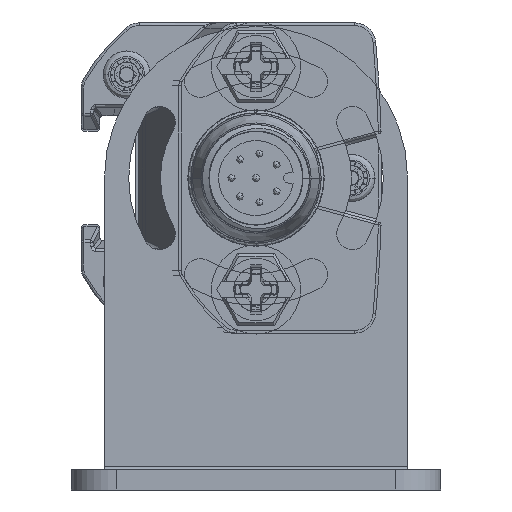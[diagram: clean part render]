
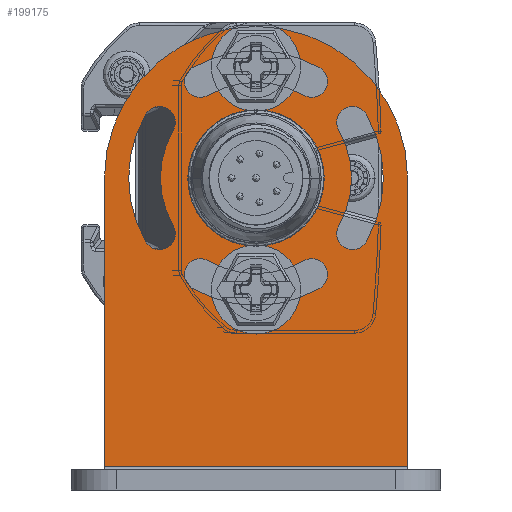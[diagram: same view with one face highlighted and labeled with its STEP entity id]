
A CAD part, front view. The second image highlights one B-rep face of the part: STEP entity #199175.
In plain terms, the highlighted face is planar.
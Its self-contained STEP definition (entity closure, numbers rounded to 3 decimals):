
#198403=DIRECTION('',(0.,0.,1.));
#198404=VECTOR('',#198403,32.319);
#198405=CARTESIAN_POINT('',(-17.,2.3,-32.7));
#198406=LINE('',#198405,#198404);
#198407=CARTESIAN_POINT('',(0.,2.3,-32.7));
#198408=DIRECTION('',(0.,1.,0.));
#198409=DIRECTION('',(1.,0.,0.));
#198410=AXIS2_PLACEMENT_3D('',#198407,#198408,#198409);
#198412=DIRECTION('',(0.,0.,-1.));
#198413=VECTOR('',#198412,32.319);
#198414=CARTESIAN_POINT('',(17.,2.3,-0.381));
#198415=LINE('',#198414,#198413);
#198416=CARTESIAN_POINT('',(0.,2.3,-32.7));
#198417=DIRECTION('',(0.,1.,0.));
#198418=DIRECTION('',(1.,0.,0.));
#198419=AXIS2_PLACEMENT_3D('',#198416,#198417,#198418);
#198421=CARTESIAN_POINT('',(0.,2.3,-32.7));
#198422=DIRECTION('',(0.,1.,0.));
#198423=DIRECTION('',(-1.,0.,0.));
#198424=AXIS2_PLACEMENT_3D('',#198421,#198422,#198423);
#198426=CARTESIAN_POINT('',(-6.251,2.3,-21.873));
#198427=DIRECTION('',(0.,1.,0.));
#198428=DIRECTION('',(0.5,0.,-0.866));
#198429=AXIS2_PLACEMENT_3D('',#198426,#198427,#198428);
#198431=CARTESIAN_POINT('',(0.,2.3,-32.7));
#198432=DIRECTION('',(0.,1.,0.));
#198433=DIRECTION('',(-0.5,0.,0.866));
#198434=AXIS2_PLACEMENT_3D('',#198431,#198432,#198433);
#198436=CARTESIAN_POINT('',(6.251,2.3,-21.873));
#198437=DIRECTION('',(0.,1.,0.));
#198438=DIRECTION('',(0.5,0.,0.866));
#198439=AXIS2_PLACEMENT_3D('',#198436,#198437,#198438);
#198441=CARTESIAN_POINT('',(0.,2.3,-32.7));
#198442=DIRECTION('',(0.,1.,0.));
#198443=DIRECTION('',(-0.5,0.,0.866));
#198444=AXIS2_PLACEMENT_3D('',#198441,#198442,#198443);
#198446=CARTESIAN_POINT('',(10.827,2.3,-26.449));
#198447=DIRECTION('',(0.,1.,0.));
#198448=DIRECTION('',(-0.866,0.,-0.5));
#198449=AXIS2_PLACEMENT_3D('',#198446,#198447,#198448);
#198451=CARTESIAN_POINT('',(0.,2.3,-32.7));
#198452=DIRECTION('',(0.,1.,0.));
#198453=DIRECTION('',(0.866,0.,0.5));
#198454=AXIS2_PLACEMENT_3D('',#198451,#198452,#198453);
#198456=CARTESIAN_POINT('',(10.827,2.3,-38.951));
#198457=DIRECTION('',(0.,1.,0.));
#198458=DIRECTION('',(0.866,0.,-0.5));
#198459=AXIS2_PLACEMENT_3D('',#198456,#198457,#198458);
#198461=CARTESIAN_POINT('',(0.,2.3,-32.7));
#198462=DIRECTION('',(0.,1.,0.));
#198463=DIRECTION('',(0.866,0.,0.5));
#198464=AXIS2_PLACEMENT_3D('',#198461,#198462,#198463);
#198466=CARTESIAN_POINT('',(-6.251,2.3,-43.527));
#198467=DIRECTION('',(0.,1.,0.));
#198468=DIRECTION('',(-0.5,0.,-0.866));
#198469=AXIS2_PLACEMENT_3D('',#198466,#198467,#198468);
#198471=CARTESIAN_POINT('',(0.,2.3,-32.7));
#198472=DIRECTION('',(0.,1.,0.));
#198473=DIRECTION('',(0.5,0.,-0.866));
#198474=AXIS2_PLACEMENT_3D('',#198471,#198472,#198473);
#198476=CARTESIAN_POINT('',(6.251,2.3,-43.527));
#198477=DIRECTION('',(0.,1.,0.));
#198478=DIRECTION('',(-0.5,0.,0.866));
#198479=AXIS2_PLACEMENT_3D('',#198476,#198477,#198478);
#198481=CARTESIAN_POINT('',(0.,2.3,-32.7));
#198482=DIRECTION('',(0.,1.,0.));
#198483=DIRECTION('',(0.5,0.,-0.866));
#198484=AXIS2_PLACEMENT_3D('',#198481,#198482,#198483);
#198486=CARTESIAN_POINT('',(-10.827,2.3,-38.951));
#198487=DIRECTION('',(0.,1.,0.));
#198488=DIRECTION('',(0.866,0.,0.5));
#198489=AXIS2_PLACEMENT_3D('',#198486,#198487,#198488);
#198491=CARTESIAN_POINT('',(0.,2.3,-32.7));
#198492=DIRECTION('',(0.,1.,0.));
#198493=DIRECTION('',(-0.866,0.,-0.5));
#198494=AXIS2_PLACEMENT_3D('',#198491,#198492,#198493);
#198496=CARTESIAN_POINT('',(-10.827,2.3,-26.449));
#198497=DIRECTION('',(0.,1.,0.));
#198498=DIRECTION('',(-0.866,0.,0.5));
#198499=AXIS2_PLACEMENT_3D('',#198496,#198497,#198498);
#198501=CARTESIAN_POINT('',(0.,2.3,-32.7));
#198502=DIRECTION('',(0.,1.,0.));
#198503=DIRECTION('',(-0.866,0.,-0.5));
#198504=AXIS2_PLACEMENT_3D('',#198501,#198502,#198503);
#198506=DIRECTION('',(1.,0.,0.));
#198507=VECTOR('',#198506,34.);
#198508=CARTESIAN_POINT('',(-17.,2.3,-0.381));
#198509=LINE('',#198508,#198507);
#198866=CARTESIAN_POINT('',(17.,2.3,-32.7));
#198867=CARTESIAN_POINT('',(-17.,2.3,-32.7));
#198868=VERTEX_POINT('',#198866);
#198869=VERTEX_POINT('',#198867);
#198882=CARTESIAN_POINT('',(-17.,2.3,-0.381));
#198883=CARTESIAN_POINT('',(17.,2.3,-0.381));
#198884=VERTEX_POINT('',#198882);
#198885=VERTEX_POINT('',#198883);
#198894=CARTESIAN_POINT('',(7.65,2.3,-32.7));
#198895=CARTESIAN_POINT('',(-7.65,2.3,-32.7));
#198896=VERTEX_POINT('',#198894);
#198897=VERTEX_POINT('',#198895);
#198966=CARTESIAN_POINT('',(-5.361,2.3,-23.414));
#198967=CARTESIAN_POINT('',(-7.141,2.3,-20.331));
#198968=VERTEX_POINT('',#198966);
#198969=VERTEX_POINT('',#198967);
#198970=CARTESIAN_POINT('',(7.141,2.3,-20.331));
#198971=CARTESIAN_POINT('',(5.361,2.3,-23.414));
#198972=VERTEX_POINT('',#198970);
#198973=VERTEX_POINT('',#198971);
#198974=CARTESIAN_POINT('',(9.286,2.3,-27.339));
#198975=CARTESIAN_POINT('',(12.369,2.3,-25.559));
#198976=VERTEX_POINT('',#198974);
#198977=VERTEX_POINT('',#198975);
#198978=CARTESIAN_POINT('',(12.369,2.3,-39.841));
#198979=CARTESIAN_POINT('',(9.286,2.3,-38.061));
#198980=VERTEX_POINT('',#198978);
#198981=VERTEX_POINT('',#198979);
#198982=CARTESIAN_POINT('',(-7.141,2.3,-45.069));
#198983=CARTESIAN_POINT('',(-5.361,2.3,-41.986));
#198984=VERTEX_POINT('',#198982);
#198985=VERTEX_POINT('',#198983);
#198986=CARTESIAN_POINT('',(5.361,2.3,-41.986));
#198987=CARTESIAN_POINT('',(7.141,2.3,-45.069));
#198988=VERTEX_POINT('',#198986);
#198989=VERTEX_POINT('',#198987);
#198990=CARTESIAN_POINT('',(-9.286,2.3,-38.061));
#198991=CARTESIAN_POINT('',(-12.369,2.3,-39.841));
#198992=VERTEX_POINT('',#198990);
#198993=VERTEX_POINT('',#198991);
#198994=CARTESIAN_POINT('',(-12.369,2.3,-25.559));
#198995=CARTESIAN_POINT('',(-9.286,2.3,-27.339));
#198996=VERTEX_POINT('',#198994);
#198997=VERTEX_POINT('',#198995);
#199115=CARTESIAN_POINT('',(0.,2.3,0.));
#199116=DIRECTION('',(0.,1.,0.));
#199117=DIRECTION('',(1.,0.,0.));
#199118=AXIS2_PLACEMENT_3D('',#199115,#199116,#199117);
#199119=PLANE('',#199118);
#199121=ORIENTED_EDGE('',*,*,#199120,.F.);
#199122=ORIENTED_EDGE('',*,*,#199097,.F.);
#199124=ORIENTED_EDGE('',*,*,#199123,.F.);
#199126=ORIENTED_EDGE('',*,*,#199125,.F.);
#199127=EDGE_LOOP('',(#199121,#199122,#199124,#199126));
#199128=FACE_OUTER_BOUND('',#199127,.F.);
#199130=ORIENTED_EDGE('',*,*,#199129,.T.);
#199132=ORIENTED_EDGE('',*,*,#199131,.T.);
#199133=EDGE_LOOP('',(#199130,#199132));
#199134=FACE_BOUND('',#199133,.F.);
#199136=ORIENTED_EDGE('',*,*,#199135,.T.);
#199138=ORIENTED_EDGE('',*,*,#199137,.T.);
#199140=ORIENTED_EDGE('',*,*,#199139,.T.);
#199142=ORIENTED_EDGE('',*,*,#199141,.F.);
#199143=EDGE_LOOP('',(#199136,#199138,#199140,#199142));
#199144=FACE_BOUND('',#199143,.F.);
#199146=ORIENTED_EDGE('',*,*,#199145,.T.);
#199148=ORIENTED_EDGE('',*,*,#199147,.T.);
#199150=ORIENTED_EDGE('',*,*,#199149,.T.);
#199152=ORIENTED_EDGE('',*,*,#199151,.F.);
#199153=EDGE_LOOP('',(#199146,#199148,#199150,#199152));
#199154=FACE_BOUND('',#199153,.F.);
#199156=ORIENTED_EDGE('',*,*,#199155,.T.);
#199158=ORIENTED_EDGE('',*,*,#199157,.F.);
#199160=ORIENTED_EDGE('',*,*,#199159,.T.);
#199162=ORIENTED_EDGE('',*,*,#199161,.T.);
#199163=EDGE_LOOP('',(#199156,#199158,#199160,#199162));
#199164=FACE_BOUND('',#199163,.F.);
#199166=ORIENTED_EDGE('',*,*,#199165,.T.);
#199168=ORIENTED_EDGE('',*,*,#199167,.T.);
#199170=ORIENTED_EDGE('',*,*,#199169,.T.);
#199172=ORIENTED_EDGE('',*,*,#199171,.F.);
#199173=EDGE_LOOP('',(#199166,#199168,#199170,#199172));
#199174=FACE_BOUND('',#199173,.F.);
#199175=ADVANCED_FACE('',(#199128,#199134,#199144,#199154,#199164,#199174),
#199119,.T.);
#198411=CIRCLE('',#198410,17.);
#198420=CIRCLE('',#198419,7.65);
#198425=CIRCLE('',#198424,7.65);
#198430=CIRCLE('',#198429,1.78);
#198435=CIRCLE('',#198434,14.282);
#198440=CIRCLE('',#198439,1.78);
#198445=CIRCLE('',#198444,10.722);
#198450=CIRCLE('',#198449,1.78);
#198455=CIRCLE('',#198454,14.282);
#198460=CIRCLE('',#198459,1.78);
#198465=CIRCLE('',#198464,10.722);
#198470=CIRCLE('',#198469,1.78);
#198475=CIRCLE('',#198474,10.722);
#198480=CIRCLE('',#198479,1.78);
#198485=CIRCLE('',#198484,14.282);
#198490=CIRCLE('',#198489,1.78);
#198495=CIRCLE('',#198494,14.282);
#198500=CIRCLE('',#198499,1.78);
#198505=CIRCLE('',#198504,10.722);
#199097=EDGE_CURVE('',#198869,#198884,#198406,.T.);
#199120=EDGE_CURVE('',#198884,#198885,#198509,.T.);
#199123=EDGE_CURVE('',#198868,#198869,#198411,.T.);
#199125=EDGE_CURVE('',#198885,#198868,#198415,.T.);
#199129=EDGE_CURVE('',#198896,#198897,#198420,.T.);
#199131=EDGE_CURVE('',#198897,#198896,#198425,.T.);
#199135=EDGE_CURVE('',#198968,#198969,#198430,.T.);
#199137=EDGE_CURVE('',#198969,#198972,#198435,.T.);
#199139=EDGE_CURVE('',#198972,#198973,#198440,.T.);
#199141=EDGE_CURVE('',#198968,#198973,#198445,.T.);
#199145=EDGE_CURVE('',#198976,#198977,#198450,.T.);
#199147=EDGE_CURVE('',#198977,#198980,#198455,.T.);
#199149=EDGE_CURVE('',#198980,#198981,#198460,.T.);
#199151=EDGE_CURVE('',#198976,#198981,#198465,.T.);
#199155=EDGE_CURVE('',#198984,#198985,#198470,.T.);
#199157=EDGE_CURVE('',#198988,#198985,#198475,.T.);
#199159=EDGE_CURVE('',#198988,#198989,#198480,.T.);
#199161=EDGE_CURVE('',#198989,#198984,#198485,.T.);
#199165=EDGE_CURVE('',#198992,#198993,#198490,.T.);
#199167=EDGE_CURVE('',#198993,#198996,#198495,.T.);
#199169=EDGE_CURVE('',#198996,#198997,#198500,.T.);
#199171=EDGE_CURVE('',#198992,#198997,#198505,.T.);
